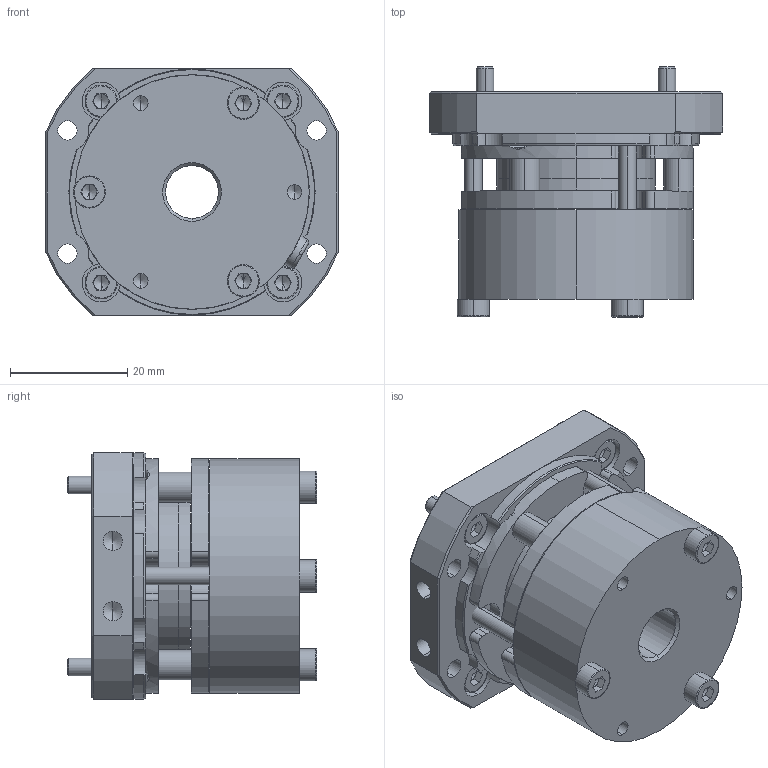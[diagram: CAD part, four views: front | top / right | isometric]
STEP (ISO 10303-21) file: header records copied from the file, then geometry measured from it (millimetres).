
FILE_DESCRIPTION (( 'STEP AP214' ), '1' );
FILE_NAME ('MAB17M.50V03FAA_11.STEP', '2019-11-20T03:46:52', ( '' ), ( '' ), 'SwSTEP 2.0', 'SolidWorks 2018', '' );
FILE_SCHEMA (( 'AUTOMOTIVE_DESIGN' ));
Length unit declared in the file: millimetre
Products named in the file (1): MAB17M.50V03FAA_11
Bounding box: 50 x 42.6 x 42 mm (x, y, z)
Volume: 40465.1 mm3; surface area: 23006.8 mm2
Topology: 22 solids, 22 shells, 601 faces, 1444 edges, 877 vertices
Faces by surface type: plane 250, cylinder 190, cone 125, bspline 36
Entity records: 19063 total; most frequent: CARTESIAN_POINT 4499, DIRECTION 3021, ORIENTED_EDGE 2820, EDGE_CURVE 1410, AXIS2_PLACEMENT_3D 1181, VERTEX_POINT 877, EDGE_LOOP 683, LINE 659
